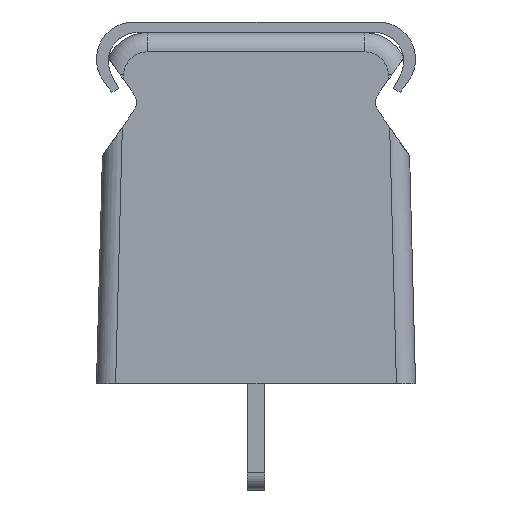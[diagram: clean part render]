
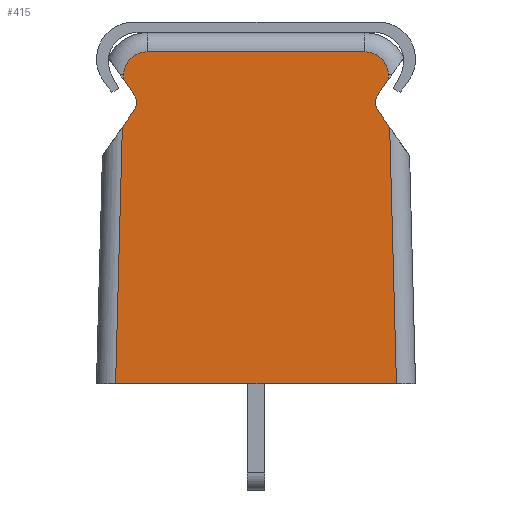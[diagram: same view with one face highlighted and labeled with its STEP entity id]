
A CAD part, left-side view. The second image highlights one B-rep face of the part: STEP entity #415.
In plain terms, the highlighted planar face has unit normal (-1, 0, 0).
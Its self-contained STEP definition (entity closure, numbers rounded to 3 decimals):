
#415 = ADVANCED_FACE( '', ( #1435 ), #1436, .T. );
#1435 = FACE_OUTER_BOUND( '', #2745, .T. );
#1436 = PLANE( '', #2746 );
#2745 = EDGE_LOOP( '', ( #6577, #6578, #6579, #6580, #6581, #6582, #6583, #6584, #6585, #6586, #6587, #6588, #6589, #6590 ) );
#2746 = AXIS2_PLACEMENT_3D( '', #6591, #6592, #6593 );
#6577 = ORIENTED_EDGE( '', *, *, #8940, .T. );
#6578 = ORIENTED_EDGE( '', *, *, #8799, .T. );
#6579 = ORIENTED_EDGE( '', *, *, #8889, .T. );
#6580 = ORIENTED_EDGE( '', *, *, #9004, .T. );
#6581 = ORIENTED_EDGE( '', *, *, #8840, .T. );
#6582 = ORIENTED_EDGE( '', *, *, #8846, .T. );
#6583 = ORIENTED_EDGE( '', *, *, #8854, .F. );
#6584 = ORIENTED_EDGE( '', *, *, #8857, .F. );
#6585 = ORIENTED_EDGE( '', *, *, #8860, .T. );
#6586 = ORIENTED_EDGE( '', *, *, #9988, .T. );
#6587 = ORIENTED_EDGE( '', *, *, #8960, .T. );
#6588 = ORIENTED_EDGE( '', *, *, #8981, .T. );
#6589 = ORIENTED_EDGE( '', *, *, #9989, .T. );
#6590 = ORIENTED_EDGE( '', *, *, #9990, .T. );
#6591 = CARTESIAN_POINT( '', ( -5.9, -5.12, 14.5 ) );
#6592 = DIRECTION( '', ( -1., 0., 0. ) );
#6593 = DIRECTION( '', ( 0., -1., 0. ) );
#8799 = EDGE_CURVE( '', #10793, #10795, #10797, .T. );
#8840 = EDGE_CURVE( '', #10870, #10868, #10871, .T. );
#8846 = EDGE_CURVE( '', #10868, #10879, #10881, .T. );
#8854 = EDGE_CURVE( '', #10894, #10879, #10896, .T. );
#8857 = EDGE_CURVE( '', #10899, #10894, #10901, .T. );
#8860 = EDGE_CURVE( '', #10899, #10904, #10906, .T. );
#8889 = EDGE_CURVE( '', #10795, #10959, #10961, .T. );
#8940 = EDGE_CURVE( '', #11050, #10793, #11051, .T. );
#8960 = EDGE_CURVE( '', #11087, #11085, #11088, .T. );
#8981 = EDGE_CURVE( '', #11085, #11125, #11128, .T. );
#9004 = EDGE_CURVE( '', #10959, #10870, #11166, .T. );
#9988 = EDGE_CURVE( '', #10904, #11087, #12817, .T. );
#9989 = EDGE_CURVE( '', #11125, #12818, #12819, .T. );
#9990 = EDGE_CURVE( '', #12818, #11050, #12820, .T. );
#10793 = VERTEX_POINT( '', #13804 );
#10795 = VERTEX_POINT( '', #13806 );
#10797 = LINE( '', #13808, #13809 );
#10868 = VERTEX_POINT( '', #13915 );
#10870 = VERTEX_POINT( '', #13917 );
#10871 = CIRCLE( '', #13918, 1.1 );
#10879 = VERTEX_POINT( '', #13935 );
#10881 = LINE( '', #13937, #13938 );
#10894 = VERTEX_POINT( '', #13954 );
#10896 = LINE( '', #13957, #13958 );
#10899 = VERTEX_POINT( '', #13961 );
#10901 = CIRCLE( '', #13964, 0.6 );
#10904 = VERTEX_POINT( '', #13968 );
#10906 = LINE( '', #13970, #13971 );
#10959 = VERTEX_POINT( '', #14056 );
#10961 = CIRCLE( '', #14058, 1.1 );
#11050 = VERTEX_POINT( '', #14201 );
#11051 = LINE( '', #14202, #14203 );
#11085 = VERTEX_POINT( '', #14250 );
#11087 = VERTEX_POINT( '', #14252 );
#11088 = LINE( '', #14253, #14254 );
#11125 = VERTEX_POINT( '', #14307 );
#11128 = LINE( '', #14310, #14311 );
#11166 = LINE( '', #14369, #14370 );
#12817 = LINE( '', #17116, #17117 );
#12818 = VERTEX_POINT( '', #17118 );
#12819 = LINE( '', #17119, #17120 );
#12820 = CIRCLE( '', #17121, 0.6 );
#13804 = CARTESIAN_POINT( '', ( -5.9, -6.225, 14.294 ) );
#13806 = CARTESIAN_POINT( '', ( -5.9, -6.219, 14.529 ) );
#13808 = CARTESIAN_POINT( '', ( -5.9, -6.219, 14.529 ) );
#13809 = VECTOR( '', #18606, 1000. );
#13915 = CARTESIAN_POINT( '', ( -5.9, 6.219, 14.529 ) );
#13917 = CARTESIAN_POINT( '', ( -5.9, 5.12, 15.6 ) );
#13918 = AXIS2_PLACEMENT_3D( '', #18678, #18679, #18680 );
#13935 = CARTESIAN_POINT( '', ( -5.9, 6.225, 14.294 ) );
#13937 = CARTESIAN_POINT( '', ( -5.9, 6.6, -0.024 ) );
#13938 = VECTOR( '', #18693, 1000. );
#13954 = CARTESIAN_POINT( '', ( -5.9, 5.713, 13.562 ) );
#13957 = CARTESIAN_POINT( '', ( -5.9, 5.713, 13.562 ) );
#13958 = VECTOR( '', #18707, 1000. );
#13961 = CARTESIAN_POINT( '', ( -5.9, 5.711, 12.876 ) );
#13964 = AXIS2_PLACEMENT_3D( '', #18712, #18713, #18714 );
#13968 = CARTESIAN_POINT( '', ( -5.9, 6.284, 12.05 ) );
#13970 = CARTESIAN_POINT( '', ( -5.9, 1.437, 19.044 ) );
#13971 = VECTOR( '', #18719, 1000. );
#14056 = CARTESIAN_POINT( '', ( -5.9, -5.12, 15.6 ) );
#14058 = AXIS2_PLACEMENT_3D( '', #18786, #18787, #18788 );
#14201 = CARTESIAN_POINT( '', ( -5.9, -5.713, 13.562 ) );
#14202 = CARTESIAN_POINT( '', ( -5.9, -5.713, 13.562 ) );
#14203 = VECTOR( '', #18873, 1000. );
#14250 = CARTESIAN_POINT( '', ( -5.9, -6.6, 0. ) );
#14252 = CARTESIAN_POINT( '', ( -5.9, 6.6, 0. ) );
#14253 = CARTESIAN_POINT( '', ( -5.9, -7.5, 0. ) );
#14254 = VECTOR( '', #18905, 1000. );
#14307 = CARTESIAN_POINT( '', ( -5.9, -6.284, 12.05 ) );
#14310 = CARTESIAN_POINT( '', ( -5.9, -6.219, 14.529 ) );
#14311 = VECTOR( '', #18934, 1000. );
#14369 = CARTESIAN_POINT( '', ( -5.9, 5.12, 15.6 ) );
#14370 = VECTOR( '', #18961, 1000. );
#17116 = CARTESIAN_POINT( '', ( -5.9, 6.6, -0.024 ) );
#17117 = VECTOR( '', #20345, 1000. );
#17118 = CARTESIAN_POINT( '', ( -5.9, -5.711, 12.876 ) );
#17119 = CARTESIAN_POINT( '', ( -5.9, -5.711, 12.876 ) );
#17120 = VECTOR( '', #20346, 1000. );
#17121 = AXIS2_PLACEMENT_3D( '', #20347, #20348, #20349 );
#18606 = DIRECTION( '', ( 0., 0.026, 1. ) );
#18678 = CARTESIAN_POINT( '', ( -5.9, 5.12, 14.5 ) );
#18679 = DIRECTION( '', ( -1., 0., 0. ) );
#18680 = DIRECTION( '', ( 0., -1., 0. ) );
#18693 = DIRECTION( '', ( 0., 0.026, -1. ) );
#18707 = DIRECTION( '', ( 0., 0.574, 0.819 ) );
#18712 = CARTESIAN_POINT( '', ( -5.9, 6.205, 13.218 ) );
#18713 = DIRECTION( '', ( -1., 0., 0. ) );
#18714 = DIRECTION( '', ( 0., 1., 0. ) );
#18719 = DIRECTION( '', ( 0., 0.57, -0.822 ) );
#18786 = CARTESIAN_POINT( '', ( -5.9, -5.12, 14.5 ) );
#18787 = DIRECTION( '', ( -1., 0., 0. ) );
#18788 = DIRECTION( '', ( 0., -1., 0. ) );
#18873 = DIRECTION( '', ( 0., -0.574, 0.819 ) );
#18905 = DIRECTION( '', ( 0., -1., 0. ) );
#18934 = DIRECTION( '', ( 0., 0.026, 1. ) );
#18961 = DIRECTION( '', ( 0., 1., 0. ) );
#20345 = DIRECTION( '', ( 0., 0.026, -1. ) );
#20346 = DIRECTION( '', ( 0., 0.57, 0.822 ) );
#20347 = CARTESIAN_POINT( '', ( -5.9, -6.205, 13.218 ) );
#20348 = DIRECTION( '', ( 1., 0., 0. ) );
#20349 = DIRECTION( '', ( 0., -1., 0. ) );
